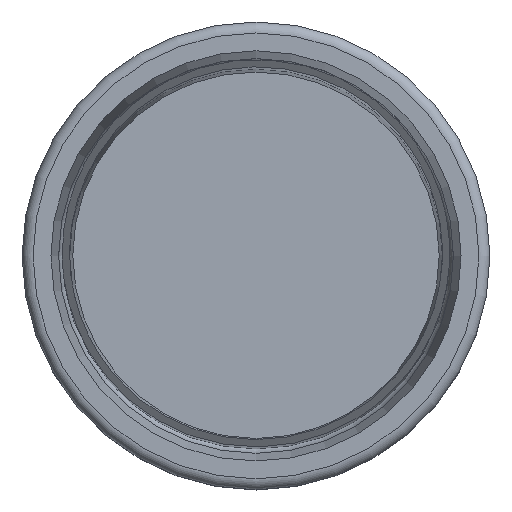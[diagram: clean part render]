
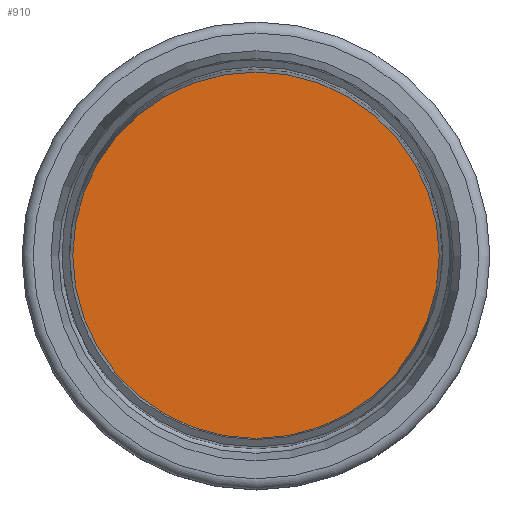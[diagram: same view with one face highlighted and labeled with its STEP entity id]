
A CAD part, top view. The second image highlights one B-rep face of the part: STEP entity #910.
In plain terms, the highlighted planar face has unit normal (0, 0, 1).
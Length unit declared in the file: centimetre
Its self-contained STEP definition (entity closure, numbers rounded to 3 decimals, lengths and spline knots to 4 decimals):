
#146=CIRCLE('',#1058,26.2954);
#303=FACE_OUTER_BOUND('',#370,.T.);
#370=EDGE_LOOP('',(#813));
#447=VERTEX_POINT('',#1769);
#571=EDGE_CURVE('',#447,#447,#146,.T.);
#813=ORIENTED_EDGE('',*,*,#571,.F.);
#853=PLANE('',#1057);
#910=ADVANCED_FACE('',(#303),#853,.T.);
#1057=AXIS2_PLACEMENT_3D('',#1768,#1379,#1380);
#1058=AXIS2_PLACEMENT_3D('',#1770,#1381,#1382);
#1379=DIRECTION('center_axis',(0.,0.,1.));
#1380=DIRECTION('ref_axis',(0.,-1.,0.));
#1381=DIRECTION('center_axis',(0.,0.,-1.));
#1382=DIRECTION('ref_axis',(1.,0.,0.));
#1768=CARTESIAN_POINT('Origin',(-26.2954,0.,
222.));
#1769=CARTESIAN_POINT('',(0.,-26.2954,222.));
#1770=CARTESIAN_POINT('Origin',(0.,0.,
222.));
